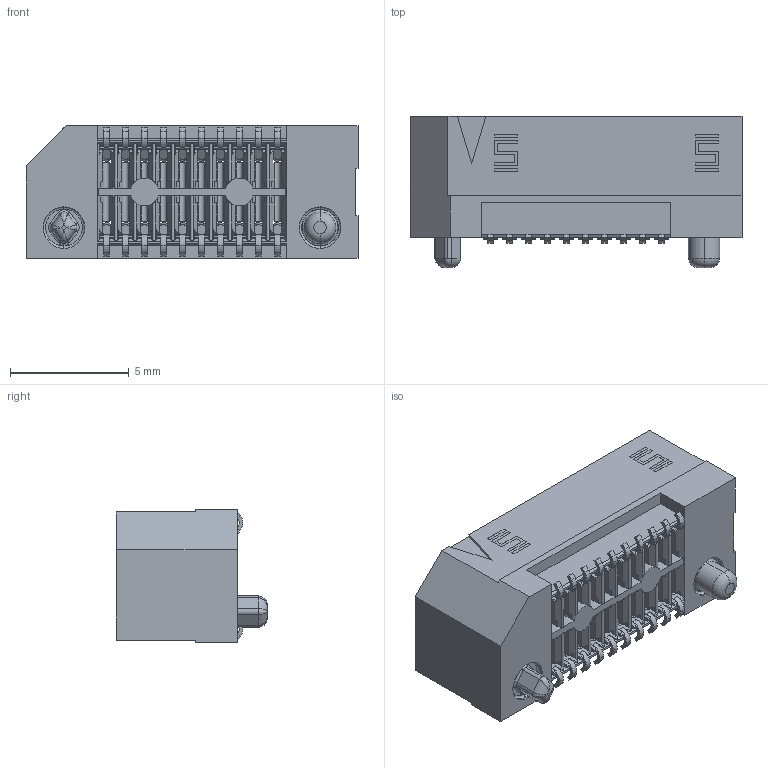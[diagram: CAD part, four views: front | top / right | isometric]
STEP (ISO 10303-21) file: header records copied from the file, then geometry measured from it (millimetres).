
FILE_DESCRIPTION (( 'STEP AP203' ), '1' );
FILE_NAME ('ERF8-010-05.0-X-DV-K.step', '2011-10-06T19:18:20', ( 'supertiger' ), ( 'SAMTEC' ), 'SwSTEP 2.0', 'SolidWorks 2010', '' );
FILE_SCHEMA (( 'CONFIG_CONTROL_DESIGN' ));
Length unit declared in the file: millimetre
Products named in the file (3): ERF8-010-05.0-X-DV-K; ERF8-XXX-XX.X-DV-XXXX_-05 30 pos; C-211-XX.X-X_-05
Assembly tree (21 placements, depth 2):
  ERF8-010-05.0-X-DV-K
    C-211-XX.X-X_-05  x20
    ERF8-XXX-XX.X-DV-XXXX_-05 30 pos
Bounding box: 14 x 6.37 x 5.6 mm (x, y, z)
Volume: 179.6 mm3; surface area: 810 mm2
Topology: 21 solids, 21 shells, 2814 faces, 7714 edges, 4836 vertices
Faces by surface type: plane 1814, cylinder 503, bspline 324, torus 173
Entity records: 32693 total; most frequent: CARTESIAN_POINT 6766, ORIENTED_EDGE 5608, DIRECTION 4724, EDGE_CURVE 2804, VECTOR 2430, LINE 2430, VERTEX_POINT 1815, AXIS2_PLACEMENT_3D 1147
